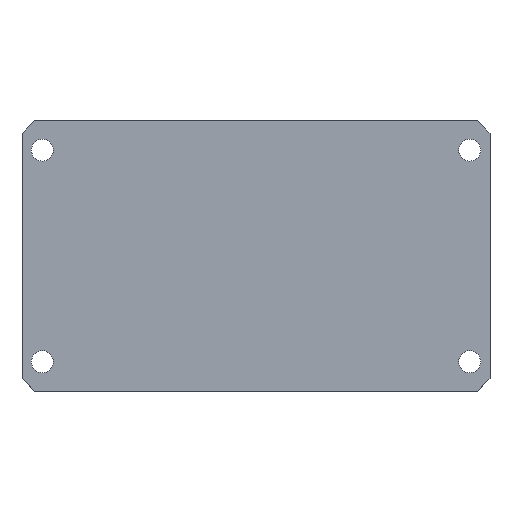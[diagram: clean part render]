
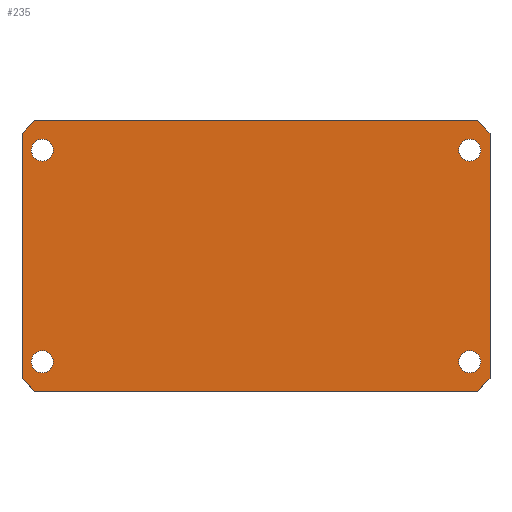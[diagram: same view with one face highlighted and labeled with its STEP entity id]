
A CAD part, top view. The second image highlights one B-rep face of the part: STEP entity #235.
In plain terms, the highlighted planar face has unit normal (0, 0, 1).
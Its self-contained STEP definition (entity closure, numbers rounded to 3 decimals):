
#235=ADVANCED_FACE('',(#6252,#6254,#6256,#6258,#6260),#6262,.T.);
#6252=FACE_BOUND('',#6253,.T.);
#6253=EDGE_LOOP('',(#10985,#10986,#10987,#10988,#10989,#10990,#10991,#10992));
#6254=FACE_BOUND('',#6255,.T.);
#6255=EDGE_LOOP('',(#10993));
#6256=FACE_BOUND('',#6257,.T.);
#6257=EDGE_LOOP('',(#10994));
#6258=FACE_BOUND('',#6259,.T.);
#6259=EDGE_LOOP('',(#10995));
#6260=FACE_BOUND('',#6261,.T.);
#6261=EDGE_LOOP('',(#10996));
#6262=PLANE('',#6263);
#6263=AXIS2_PLACEMENT_3D('',#6264,#6265,#6266);
#6264=CARTESIAN_POINT('',(0.,0.,10.2));
#6265=DIRECTION('',(0.,0.,1.));
#6266=DIRECTION('',(1.,0.,0.));
#10985=ORIENTED_EDGE('',*,*,#14826,.F.);
#10986=ORIENTED_EDGE('',*,*,#14824,.T.);
#10987=ORIENTED_EDGE('',*,*,#14840,.F.);
#10988=ORIENTED_EDGE('',*,*,#14841,.T.);
#10989=ORIENTED_EDGE('',*,*,#14834,.F.);
#10990=ORIENTED_EDGE('',*,*,#14812,.T.);
#10991=ORIENTED_EDGE('',*,*,#14829,.F.);
#10992=ORIENTED_EDGE('',*,*,#14827,.T.);
#10993=ORIENTED_EDGE('',*,*,#14842,.T.);
#10994=ORIENTED_EDGE('',*,*,#14830,.T.);
#10995=ORIENTED_EDGE('',*,*,#14831,.T.);
#10996=ORIENTED_EDGE('',*,*,#14843,.T.);
#14812=EDGE_CURVE('',#16758,#16765,#16767,.T.);
#14824=EDGE_CURVE('',#16781,#16787,#16789,.T.);
#14826=EDGE_CURVE('',#16781,#16790,#16792,.F.);
#14827=EDGE_CURVE('',#16793,#16790,#16794,.T.);
#14829=EDGE_CURVE('',#16793,#16765,#16796,.F.);
#14830=EDGE_CURVE('',#16797,#16797,#16798,.F.);
#14831=EDGE_CURVE('',#16799,#16799,#16800,.F.);
#14834=EDGE_CURVE('',#16758,#16802,#16805,.F.);
#14840=EDGE_CURVE('',#16814,#16787,#16815,.F.);
#14841=EDGE_CURVE('',#16814,#16802,#16816,.T.);
#14842=EDGE_CURVE('',#16817,#16817,#16818,.F.);
#14843=EDGE_CURVE('',#16819,#16819,#16820,.F.);
#16758=VERTEX_POINT('',#20022);
#16765=VERTEX_POINT('',#20037);
#16767=LINE('',#20041,#20042);
#16781=VERTEX_POINT('',#20076);
#16787=VERTEX_POINT('',#20088);
#16789=LINE('',#20092,#20093);
#16790=VERTEX_POINT('',#20095);
#16792=LINE('',#20099,#20100);
#16793=VERTEX_POINT('',#20102);
#16794=LINE('',#20103,#20104);
#16796=LINE('',#20109,#20110);
#16797=VERTEX_POINT('',#20112);
#16798=CIRCLE('',#20113,1.35);
#16799=VERTEX_POINT('',#20117);
#16800=CIRCLE('',#20118,1.35);
#16802=VERTEX_POINT('',#20123);
#16805=LINE('',#20130,#20131);
#16814=VERTEX_POINT('',#20153);
#16815=LINE('',#20154,#20155);
#16816=LINE('',#20157,#20158);
#16817=VERTEX_POINT('',#20160);
#16818=CIRCLE('',#20161,1.35);
#16819=VERTEX_POINT('',#20165);
#16820=CIRCLE('',#20166,1.35);
#20022=CARTESIAN_POINT('',(-27.25,-16.6,10.2));
#20037=CARTESIAN_POINT('',(27.25,-16.6,10.2));
#20041=CARTESIAN_POINT('',(-27.25,-16.6,10.2));
#20042=VECTOR('',#20043,1.);
#20043=DIRECTION('',(1.,0.,0.));
#20076=CARTESIAN_POINT('',(27.25,16.6,10.2));
#20088=CARTESIAN_POINT('',(-27.25,16.6,10.2));
#20092=CARTESIAN_POINT('',(27.25,16.6,10.2));
#20093=VECTOR('',#20094,1.);
#20094=DIRECTION('',(-1.,0.,0.));
#20095=CARTESIAN_POINT('',(28.75,15.1,10.2));
#20099=CARTESIAN_POINT('',(28.75,15.1,10.2));
#20100=VECTOR('',#20101,1.);
#20101=DIRECTION('',(-0.707,0.707,0.));
#20102=CARTESIAN_POINT('',(28.75,-15.1,10.2));
#20103=CARTESIAN_POINT('',(28.75,-15.1,10.2));
#20104=VECTOR('',#20105,1.);
#20105=DIRECTION('',(0.,1.,0.));
#20109=CARTESIAN_POINT('',(27.25,-16.6,10.2));
#20110=VECTOR('',#20111,1.);
#20111=DIRECTION('',(0.707,0.707,0.));
#20112=CARTESIAN_POINT('',(27.6,13.,10.2));
#20113=AXIS2_PLACEMENT_3D('',#20114,#20115,#20116);
#20114=CARTESIAN_POINT('',(26.25,13.,10.2));
#20115=DIRECTION('',(0.,0.,1.));
#20116=DIRECTION('',(1.,0.,0.));
#20117=CARTESIAN_POINT('',(27.6,-13.,10.2));
#20118=AXIS2_PLACEMENT_3D('',#20119,#20120,#20121);
#20119=CARTESIAN_POINT('',(26.25,-13.,10.2));
#20120=DIRECTION('',(0.,0.,1.));
#20121=DIRECTION('',(1.,0.,0.));
#20123=CARTESIAN_POINT('',(-28.75,-15.1,10.2));
#20130=CARTESIAN_POINT('',(-28.75,-15.1,10.2));
#20131=VECTOR('',#20132,1.);
#20132=DIRECTION('',(0.707,-0.707,0.));
#20153=CARTESIAN_POINT('',(-28.75,15.1,10.2));
#20154=CARTESIAN_POINT('',(-27.25,16.6,10.2));
#20155=VECTOR('',#20156,1.);
#20156=DIRECTION('',(-0.707,-0.707,0.));
#20157=CARTESIAN_POINT('',(-28.75,15.1,10.2));
#20158=VECTOR('',#20159,1.);
#20159=DIRECTION('',(0.,-1.,0.));
#20160=CARTESIAN_POINT('',(-24.9,13.,10.2));
#20161=AXIS2_PLACEMENT_3D('',#20162,#20163,#20164);
#20162=CARTESIAN_POINT('',(-26.25,13.,10.2));
#20163=DIRECTION('',(0.,0.,1.));
#20164=DIRECTION('',(1.,0.,0.));
#20165=CARTESIAN_POINT('',(-24.9,-13.,10.2));
#20166=AXIS2_PLACEMENT_3D('',#20167,#20168,#20169);
#20167=CARTESIAN_POINT('',(-26.25,-13.,10.2));
#20168=DIRECTION('',(0.,0.,1.));
#20169=DIRECTION('',(1.,0.,0.));
